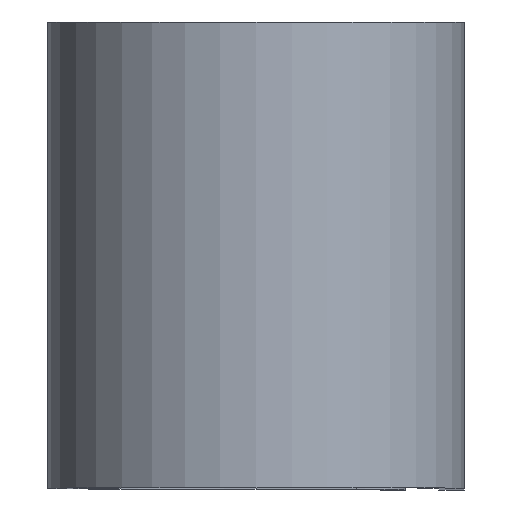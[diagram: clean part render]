
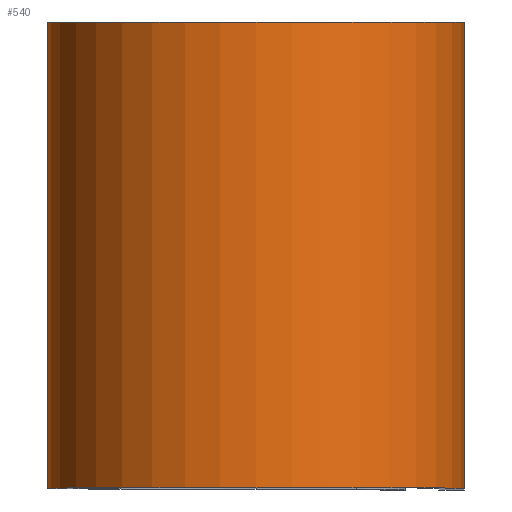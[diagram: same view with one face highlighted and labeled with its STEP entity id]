
A CAD part, top view. The second image highlights one B-rep face of the part: STEP entity #540.
In plain terms, the highlighted cylindrical face has radius 9.944 mm (diameter 19.888 mm), a partial arc.
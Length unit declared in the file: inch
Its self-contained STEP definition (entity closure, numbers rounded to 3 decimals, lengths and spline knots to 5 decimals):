
#10 = CARTESIAN_POINT ( 'NONE',  ( -0.3915, -0.4375, 0.687 ) ) ;
#99 = DIRECTION ( 'NONE',  ( 0., -1., 0. ) ) ;
#176 = LINE ( 'NONE', #192, #301 ) ;
#192 = CARTESIAN_POINT ( 'NONE',  ( -0.3915, 0.4375, 0.687 ) ) ;
#196 = DIRECTION ( 'NONE',  ( 0., -1., 0. ) ) ;
#224 = VERTEX_POINT ( 'NONE', #10 ) ;
#256 = DIRECTION ( 'NONE',  ( 0., 1., 0. ) ) ;
#276 = LINE ( 'NONE', #675, #788 ) ;
#297 = CARTESIAN_POINT ( 'NONE',  ( -0.3915, 0.4375, 0.687 ) ) ;
#301 = VECTOR ( 'NONE', #795, 39.37008 ) ;
#315 = VERTEX_POINT ( 'NONE', #569 ) ;
#377 = AXIS2_PLACEMENT_3D ( 'NONE', #663, #256, #730 ) ;
#384 = ORIENTED_EDGE ( 'NONE', *, *, #822, .F. ) ;
#395 = DIRECTION ( 'NONE',  ( 0., 1., 0. ) ) ;
#434 = EDGE_LOOP ( 'NONE', ( #559, #384, #541, #491 ) ) ;
#452 = VERTEX_POINT ( 'NONE', #297 ) ;
#458 = FACE_OUTER_BOUND ( 'NONE', #434, .T. ) ;
#461 = AXIS2_PLACEMENT_3D ( 'NONE', #793, #395, #849 ) ;
#491 = ORIENTED_EDGE ( 'NONE', *, *, #763, .T. ) ;
#513 = VERTEX_POINT ( 'NONE', #708 ) ;
#540 = ADVANCED_FACE ( 'NONE', ( #458 ), #627, .T. ) ;
#541 = ORIENTED_EDGE ( 'NONE', *, *, #724, .F. ) ;
#555 = CIRCLE ( 'NONE', #461, 0.3915 ) ;
#559 = ORIENTED_EDGE ( 'NONE', *, *, #676, .T. ) ;
#569 = CARTESIAN_POINT ( 'NONE',  ( 0.3915, -0.4375, 0.687 ) ) ;
#627 = CYLINDRICAL_SURFACE ( 'NONE', #794, 0.3915 ) ;
#645 = CARTESIAN_POINT ( 'NONE',  ( 0., 0.4375, 0.687 ) ) ;
#663 = CARTESIAN_POINT ( 'NONE',  ( 0., -0.4375, 0.687 ) ) ;
#675 = CARTESIAN_POINT ( 'NONE',  ( 0.3915, 0.4375, 0.687 ) ) ;
#676 = EDGE_CURVE ( 'NONE', #224, #315, #722, .T. ) ;
#708 = CARTESIAN_POINT ( 'NONE',  ( 0.3915, 0.4375, 0.687 ) ) ;
#712 = DIRECTION ( 'NONE',  ( 0., 0., -1. ) ) ;
#722 = CIRCLE ( 'NONE', #377, 0.3915 ) ;
#724 = EDGE_CURVE ( 'NONE', #452, #513, #555, .T. ) ;
#730 = DIRECTION ( 'NONE',  ( 1., 0., 0. ) ) ;
#763 = EDGE_CURVE ( 'NONE', #452, #224, #176, .T. ) ;
#788 = VECTOR ( 'NONE', #196, 39.37008 ) ;
#793 = CARTESIAN_POINT ( 'NONE',  ( 0., 0.4375, 0.687 ) ) ;
#794 = AXIS2_PLACEMENT_3D ( 'NONE', #645, #99, #712 ) ;
#795 = DIRECTION ( 'NONE',  ( 0., -1., 0. ) ) ;
#822 = EDGE_CURVE ( 'NONE', #513, #315, #276, .T. ) ;
#849 = DIRECTION ( 'NONE',  ( 1., 0., 0. ) ) ;
